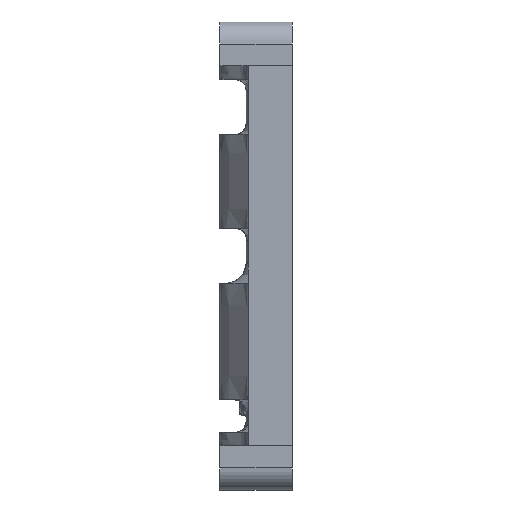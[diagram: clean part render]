
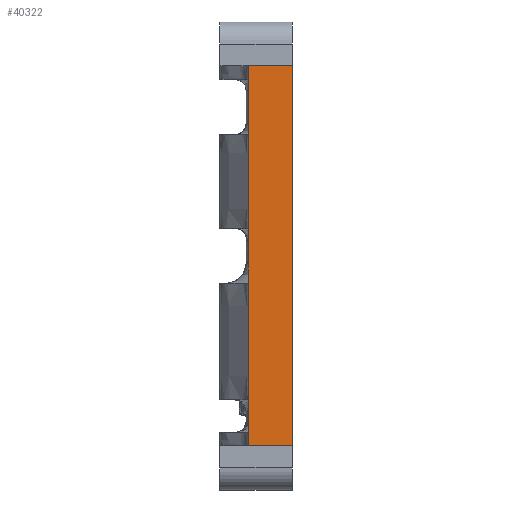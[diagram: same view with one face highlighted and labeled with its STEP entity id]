
A CAD part, top view. The second image highlights one B-rep face of the part: STEP entity #40322.
In plain terms, the highlighted planar face has unit normal (0, 0, 1).
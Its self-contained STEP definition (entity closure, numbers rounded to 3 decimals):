
#448=CARTESIAN_POINT('Vertex',(1.,21.,136.)) ;
#451=CARTESIAN_POINT('Line Origine',(11.,21.,136.)) ;
#455=CARTESIAN_POINT('Vertex',(21.,21.,136.)) ;
#4452=CARTESIAN_POINT('Vertex',(21.,-151.,136.)) ;
#4455=CARTESIAN_POINT('Line Origine',(11.,-151.,136.)) ;
#4459=CARTESIAN_POINT('Vertex',(1.,-151.,136.)) ;
#40275=CARTESIAN_POINT('Line Origine',(1.,-65.,136.)) ;
#40306=CARTESIAN_POINT('Axis2P3D Location',(1.,21.,136.)) ;
#40311=CARTESIAN_POINT('Line Origine',(21.,-65.,136.)) ;
#452=DIRECTION('Vector Direction',(1.,0.,0.)) ;
#4456=DIRECTION('Vector Direction',(1.,0.,0.)) ;
#40276=DIRECTION('Vector Direction',(0.,-1.,0.)) ;
#40307=DIRECTION('Axis2P3D Direction',(0.,0.,-1.)) ;
#40308=DIRECTION('Axis2P3D XDirection',(1.,0.,0.)) ;
#40312=DIRECTION('Vector Direction',(0.,-1.,0.)) ;
#40309=AXIS2_PLACEMENT_3D('Plane Axis2P3D',#40306,#40307,#40308) ;
#40317=ORIENTED_EDGE('',*,*,#4461,.T.) ;
#40318=ORIENTED_EDGE('',*,*,#40315,.F.) ;
#40319=ORIENTED_EDGE('',*,*,#457,.T.) ;
#40320=ORIENTED_EDGE('',*,*,#40279,.T.) ;
#453=VECTOR('Line Direction',#452,1.) ;
#4457=VECTOR('Line Direction',#4456,1.) ;
#40277=VECTOR('Line Direction',#40276,1.) ;
#40313=VECTOR('Line Direction',#40312,1.) ;
#40322=ADVANCED_FACE('Forma d\X2\00F3\X0\\X2\0142\X0\',(#40321),#40310,.F.) ;
#457=EDGE_CURVE('',#456,#449,#454,.F.) ;
#4461=EDGE_CURVE('',#4460,#4453,#4458,.T.) ;
#40279=EDGE_CURVE('',#449,#4460,#40278,.T.) ;
#40315=EDGE_CURVE('',#456,#4453,#40314,.T.) ;
#40316=EDGE_LOOP('',(#40317,#40318,#40319,#40320)) ;
#40321=FACE_OUTER_BOUND('',#40316,.T.) ;
#454=LINE('Line',#451,#453) ;
#4458=LINE('Line',#4455,#4457) ;
#40278=LINE('Line',#40275,#40277) ;
#40314=LINE('Line',#40311,#40313) ;
#40310=PLANE('Plane',#40309) ;
#449=VERTEX_POINT('',#448) ;
#456=VERTEX_POINT('',#455) ;
#4453=VERTEX_POINT('',#4452) ;
#4460=VERTEX_POINT('',#4459) ;
